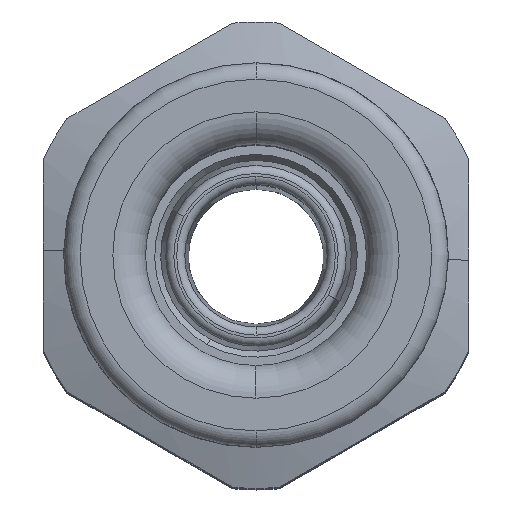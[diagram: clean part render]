
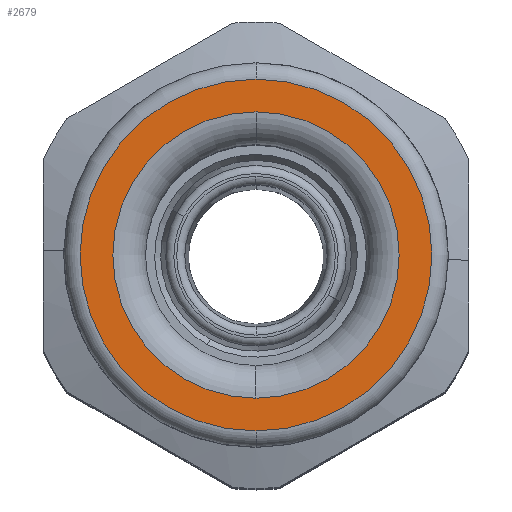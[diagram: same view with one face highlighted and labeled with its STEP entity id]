
A CAD part, top view. The second image highlights one B-rep face of the part: STEP entity #2679.
In plain terms, the highlighted planar face has unit normal (0, 0, 1).
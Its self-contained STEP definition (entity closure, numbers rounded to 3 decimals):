
#2573=AXIS2_PLACEMENT_3D('Circle Axis2P3D',#2571,#2572,$) ;
#2597=AXIS2_PLACEMENT_3D('Circle Axis2P3D',#2595,#2596,$) ;
#2655=AXIS2_PLACEMENT_3D('Plane Axis2P3D',#2652,#2653,#2654) ;
#2659=AXIS2_PLACEMENT_3D('Circle Axis2P3D',#2657,#2658,$) ;
#2668=AXIS2_PLACEMENT_3D('Circle Axis2P3D',#2666,#2667,$) ;
#2568=CARTESIAN_POINT('Vertex',(13.,23.,81.9)) ;
#2571=CARTESIAN_POINT('Axis2P3D Location',(13.,14.25,81.9)) ;
#2575=CARTESIAN_POINT('Vertex',(13.,5.5,81.9)) ;
#2595=CARTESIAN_POINT('Axis2P3D Location',(13.,14.25,81.9)) ;
#2652=CARTESIAN_POINT('Axis2P3D Location',(13.,14.25,81.9)) ;
#2657=CARTESIAN_POINT('Axis2P3D Location',(13.,14.25,81.9)) ;
#2661=CARTESIAN_POINT('Vertex',(13.,25.,81.9)) ;
#2663=CARTESIAN_POINT('Vertex',(13.,3.5,81.9)) ;
#2666=CARTESIAN_POINT('Axis2P3D Location',(13.,14.25,81.9)) ;
#2572=DIRECTION('Axis2P3D Direction',(0.,0.,1.)) ;
#2596=DIRECTION('Axis2P3D Direction',(0.,0.,1.)) ;
#2653=DIRECTION('Axis2P3D Direction',(0.,0.,1.)) ;
#2654=DIRECTION('Axis2P3D XDirection',(0.,1.,0.)) ;
#2658=DIRECTION('Axis2P3D Direction',(0.,0.,1.)) ;
#2667=DIRECTION('Axis2P3D Direction',(0.,0.,1.)) ;
#2672=ORIENTED_EDGE('',*,*,#2665,.T.) ;
#2673=ORIENTED_EDGE('',*,*,#2670,.T.) ;
#2676=ORIENTED_EDGE('',*,*,#2599,.F.) ;
#2677=ORIENTED_EDGE('',*,*,#2577,.F.) ;
#2678=FACE_BOUND('',#2675,.T.) ;
#2679=ADVANCED_FACE('BODY',(#2674,#2678),#2656,.T.) ;
#2574=CIRCLE('generated circle',#2573,8.75) ;
#2598=CIRCLE('generated circle',#2597,8.75) ;
#2660=CIRCLE('generated circle',#2659,10.75) ;
#2669=CIRCLE('generated circle',#2668,10.75) ;
#2577=EDGE_CURVE('',#2569,#2576,#2574,.T.) ;
#2599=EDGE_CURVE('',#2576,#2569,#2598,.T.) ;
#2665=EDGE_CURVE('',#2662,#2664,#2660,.T.) ;
#2670=EDGE_CURVE('',#2664,#2662,#2669,.T.) ;
#2671=EDGE_LOOP('',(#2672,#2673)) ;
#2675=EDGE_LOOP('',(#2676,#2677)) ;
#2674=FACE_OUTER_BOUND('',#2671,.T.) ;
#2656=PLANE('',#2655) ;
#2569=VERTEX_POINT('',#2568) ;
#2576=VERTEX_POINT('',#2575) ;
#2662=VERTEX_POINT('',#2661) ;
#2664=VERTEX_POINT('',#2663) ;
